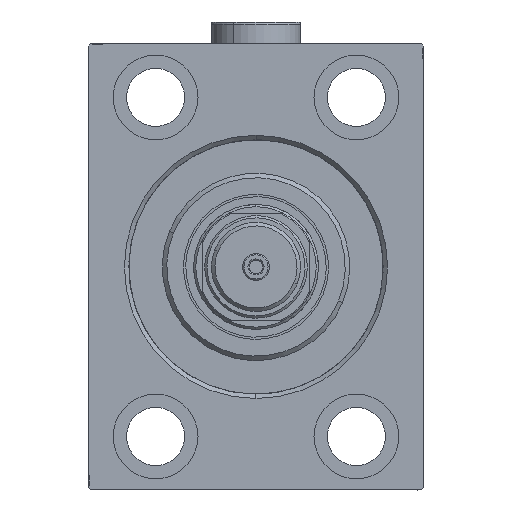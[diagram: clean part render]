
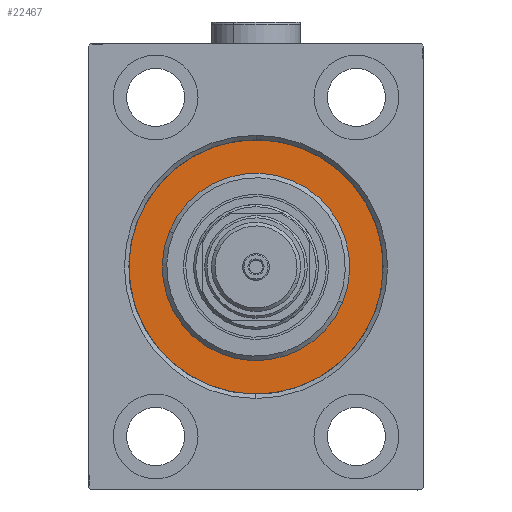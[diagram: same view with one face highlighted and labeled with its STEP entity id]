
A CAD part, left-side view. The second image highlights one B-rep face of the part: STEP entity #22467.
In plain terms, the highlighted face is planar.
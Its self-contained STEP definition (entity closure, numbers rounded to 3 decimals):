
#250 = AXIS2_PLACEMENT_3D ( 'NONE', #25429, #15144, #40380 ) ;
#1993 = VERTEX_POINT ( 'NONE', #29671 ) ;
#2097 = CARTESIAN_POINT ( 'NONE',  ( 0., 0., 28.5 ) ) ;
#2515 = ORIENTED_EDGE ( 'NONE', *, *, #35975, .F. ) ;
#4678 = DIRECTION ( 'NONE',  ( 0., 0., -1. ) ) ;
#4855 = VERTEX_POINT ( 'NONE', #2097 ) ;
#4974 = DIRECTION ( 'NONE',  ( -1., 0., 0. ) ) ;
#5527 = VERTEX_POINT ( 'NONE', #9694 ) ;
#7368 = DIRECTION ( 'NONE',  ( 0., 0., -1. ) ) ;
#7846 = EDGE_CURVE ( 'NONE', #5527, #4855, #14757, .T. ) ;
#9694 = CARTESIAN_POINT ( 'NONE',  ( 0., 0., -28.5 ) ) ;
#11752 = CIRCLE ( 'NONE', #30538, 21. ) ;
#13597 = EDGE_CURVE ( 'NONE', #4855, #5527, #34492, .T. ) ;
#14154 = AXIS2_PLACEMENT_3D ( 'NONE', #42909, #19881, #24750 ) ;
#14757 = CIRCLE ( 'NONE', #41382, 28.5 ) ;
#15144 = DIRECTION ( 'NONE',  ( -1., 0., 0. ) ) ;
#15422 = EDGE_LOOP ( 'NONE', ( #21122, #31570 ) ) ;
#19196 = DIRECTION ( 'NONE',  ( 0., 0., 1. ) ) ;
#19881 = DIRECTION ( 'NONE',  ( -1., 0., 0. ) ) ;
#21122 = ORIENTED_EDGE ( 'NONE', *, *, #7846, .F. ) ;
#22467 = ADVANCED_FACE ( 'NONE', ( #26168, #36466 ), #44073, .F. ) ;
#24008 = DIRECTION ( 'NONE',  ( 1., 0., 0. ) ) ;
#24750 = DIRECTION ( 'NONE',  ( 0., 0., 1. ) ) ;
#25429 = CARTESIAN_POINT ( 'NONE',  ( 0., 0., 0. ) ) ;
#26168 = FACE_BOUND ( 'NONE', #27578, .T. ) ;
#27578 = EDGE_LOOP ( 'NONE', ( #45856, #2515 ) ) ;
#29671 = CARTESIAN_POINT ( 'NONE',  ( 0., 0., -21. ) ) ;
#29673 = CARTESIAN_POINT ( 'NONE',  ( 0., 0., 0. ) ) ;
#30538 = AXIS2_PLACEMENT_3D ( 'NONE', #34812, #24008, #4678 ) ;
#31186 = CARTESIAN_POINT ( 'NONE',  ( 0., 0., 0. ) ) ;
#31570 = ORIENTED_EDGE ( 'NONE', *, *, #13597, .F. ) ;
#33444 = AXIS2_PLACEMENT_3D ( 'NONE', #29673, #40943, #7368 ) ;
#34492 = CIRCLE ( 'NONE', #14154, 28.5 ) ;
#34812 = CARTESIAN_POINT ( 'NONE',  ( 0., 0., 0. ) ) ;
#35975 = EDGE_CURVE ( 'NONE', #1993, #46613, #40455, .T. ) ;
#36466 = FACE_OUTER_BOUND ( 'NONE', #15422, .T. ) ;
#40380 = DIRECTION ( 'NONE',  ( 0., 0., 1. ) ) ;
#40455 = CIRCLE ( 'NONE', #33444, 21. ) ;
#40943 = DIRECTION ( 'NONE',  ( 1., 0., 0. ) ) ;
#41382 = AXIS2_PLACEMENT_3D ( 'NONE', #31186, #4974, #19196 ) ;
#42909 = CARTESIAN_POINT ( 'NONE',  ( 0., 0., 0. ) ) ;
#44073 = PLANE ( 'NONE',  #250 ) ;
#44958 = CARTESIAN_POINT ( 'NONE',  ( 0., 0., 21. ) ) ;
#45818 = EDGE_CURVE ( 'NONE', #46613, #1993, #11752, .T. ) ;
#45856 = ORIENTED_EDGE ( 'NONE', *, *, #45818, .F. ) ;
#46613 = VERTEX_POINT ( 'NONE', #44958 ) ;
